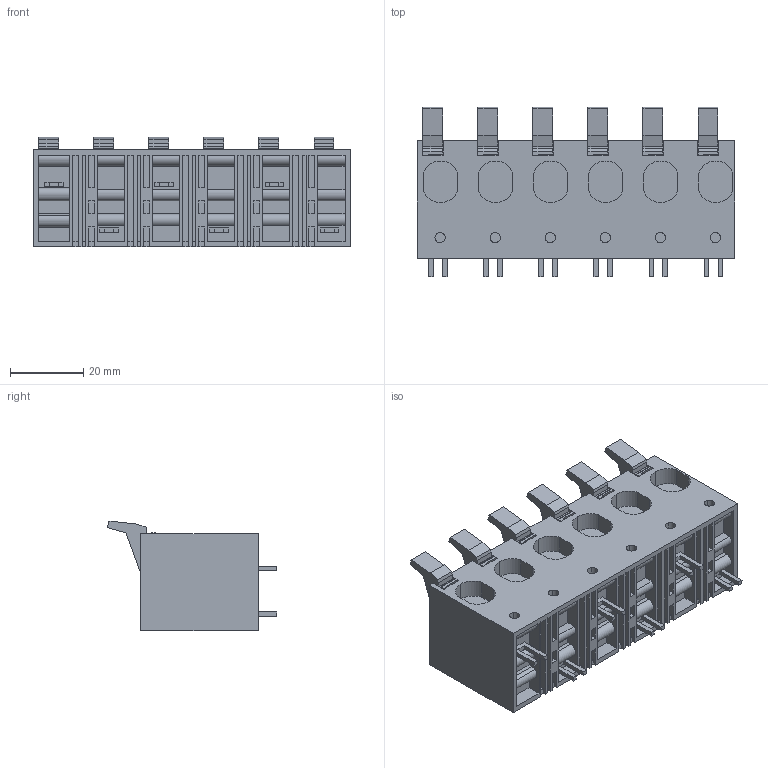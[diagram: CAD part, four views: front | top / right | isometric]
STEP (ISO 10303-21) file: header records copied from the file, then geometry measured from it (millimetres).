
FILE_DESCRIPTION(('CATIA V5R24 STEP','CAx-IF Rec.Pracs.--- Model Styling and Organization---1.2---2011-12-15'),'2;1');
FILE_NAME ('D1462840_0', '2017-06-27T06:53:03+00:00', ('Weidmueller Interface'), ('Weidmueller'), 'CATIA Version 5-6 Release 2014 SP4 HF52', 'CATIA V5 STEP AP214', 'none');
FILE_SCHEMA(('AUTOMOTIVE_DESIGN { 1 0 10303 214 1 1 1 1 }'));
Length unit declared in the file: millimetre
Products named in the file (1): 2492040000
Bounding box: 86.58 x 46.24 x 29.9 mm (x, y, z)
Volume: 58890.6 mm3; surface area: 27244.4 mm2
Topology: 13 solids, 13 shells, 611 faces, 1671 edges, 1124 vertices
Faces by surface type: plane 537, cylinder 74
Entity records: 18481 total; most frequent: ORIENTED_EDGE 3342, CARTESIAN_POINT 3262, DIRECTION 2433, EDGE_CURVE 1671, VECTOR 1523, LINE 1523, VERTEX_POINT 1124, EDGE_LOOP 649
